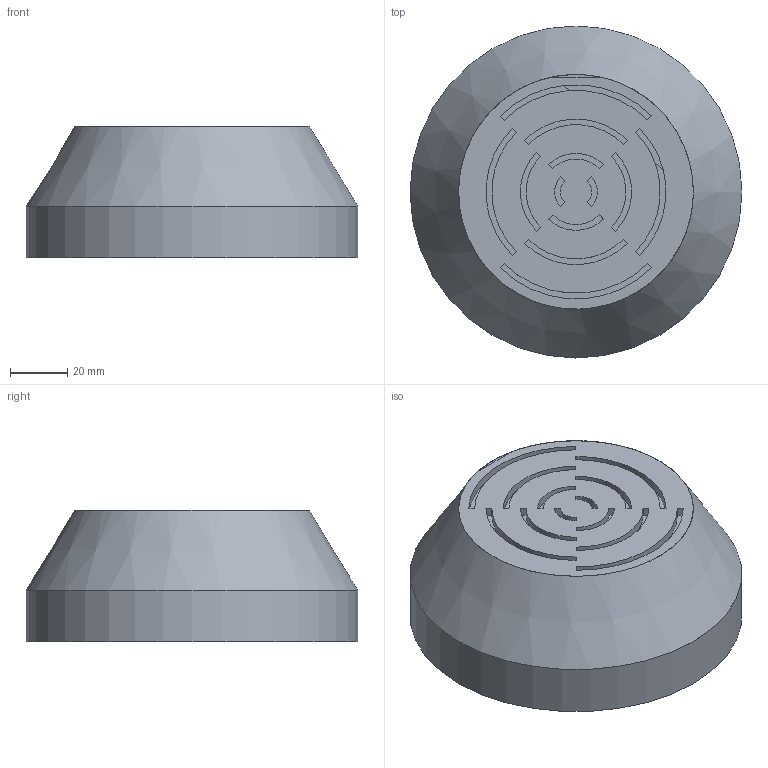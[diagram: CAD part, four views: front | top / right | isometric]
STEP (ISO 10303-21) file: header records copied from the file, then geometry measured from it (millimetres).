
FILE_DESCRIPTION(/* description */ (''),/* implementation_level */ '2;1');
FILE_NAME(/* name */ 'Doorbell v12.step',/* time_stamp */ '2024-10-22T09:05:31+02:00',/* author */ (''),/* organization */ (''),/* preprocessor_version */ 'ST-DEVELOPER v20',/* originating_system */ 'Autodesk Translation Framework v13.20.0.188',/* authorisation */ '');
FILE_SCHEMA (('AUTOMOTIVE_DESIGN { 1 0 10303 214 3 1 1 }'));
Length unit declared in the file: millimetre
Products named in the file (1): Doorbell
Bounding box: 116 x 116 x 46 mm (x, y, z)
Volume: 71897.3 mm3; surface area: 56643.9 mm2
Topology: 1 solids, 1 shells, 74 faces, 221 edges, 146 vertices
Faces by surface type: plane 42, cylinder 30, cone 2
Full cylindrical faces by diameter (mm): 82 x1, 116 x1
Entity records: 2694 total; most frequent: CARTESIAN_POINT 542, ORIENTED_EDGE 442, DIRECTION 437, EDGE_CURVE 221, AXIS2_PLACEMENT_3D 147, VERTEX_POINT 146, LINE 143, VECTOR 143
